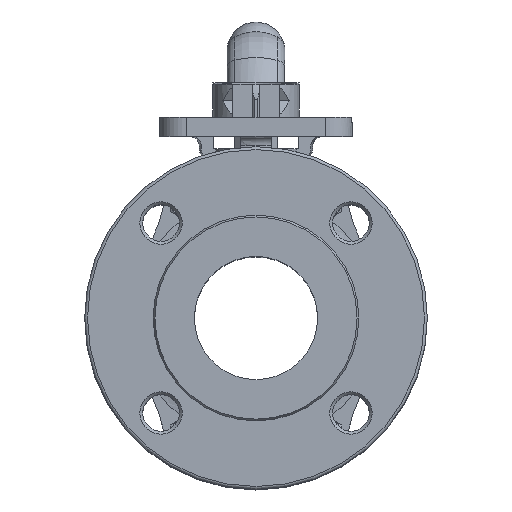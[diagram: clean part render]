
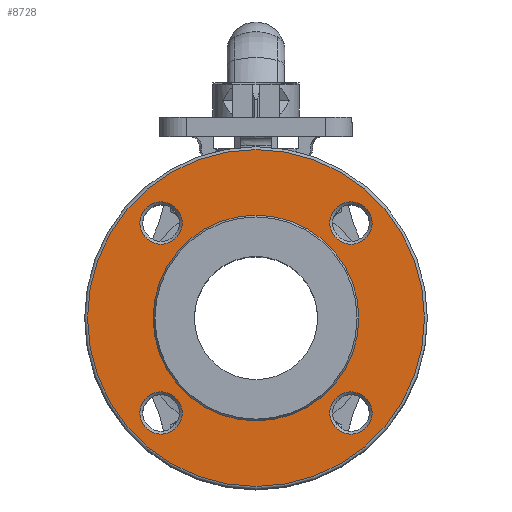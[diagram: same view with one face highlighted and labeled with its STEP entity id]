
A CAD part, top view. The second image highlights one B-rep face of the part: STEP entity #8728.
In plain terms, the highlighted face is planar.
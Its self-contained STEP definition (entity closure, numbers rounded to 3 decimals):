
#318=PLANE('',#9643);
#3417=ORIENTED_EDGE('',*,*,#5185,.F.);
#3418=ORIENTED_EDGE('',*,*,#5188,.F.);
#3419=ORIENTED_EDGE('',*,*,#5189,.F.);
#3420=ORIENTED_EDGE('',*,*,#5190,.F.);
#3421=ORIENTED_EDGE('',*,*,#5191,.F.);
#3422=ORIENTED_EDGE('',*,*,#5187,.T.);
#5185=EDGE_CURVE('',#6189,#6189,#6815,.T.);
#5187=EDGE_CURVE('',#6191,#6191,#6817,.T.);
#5188=EDGE_CURVE('',#6192,#6192,#6818,.T.);
#5189=EDGE_CURVE('',#6193,#6193,#6819,.T.);
#5190=EDGE_CURVE('',#6194,#6194,#6820,.T.);
#5191=EDGE_CURVE('',#6195,#6195,#6821,.T.);
#6189=VERTEX_POINT('',#15229);
#6191=VERTEX_POINT('',#15234);
#6192=VERTEX_POINT('',#15237);
#6193=VERTEX_POINT('',#15239);
#6194=VERTEX_POINT('',#15241);
#6195=VERTEX_POINT('',#15243);
#6815=CIRCLE('',#9639,53.424);
#6817=CIRCLE('',#9642,87.5);
#6818=CIRCLE('',#9644,11.);
#6819=CIRCLE('',#9645,11.);
#6820=CIRCLE('',#9646,11.);
#6821=CIRCLE('',#9647,11.);
#7371=EDGE_LOOP('',(#3417));
#7372=EDGE_LOOP('',(#3418));
#7373=EDGE_LOOP('',(#3419));
#7374=EDGE_LOOP('',(#3420));
#7375=EDGE_LOOP('',(#3421));
#7376=EDGE_LOOP('',(#3422));
#8021=FACE_BOUND('',#7371,.T.);
#8022=FACE_BOUND('',#7372,.T.);
#8023=FACE_BOUND('',#7373,.T.);
#8024=FACE_BOUND('',#7374,.T.);
#8025=FACE_BOUND('',#7375,.T.);
#8026=FACE_BOUND('',#7376,.T.);
#8728=ADVANCED_FACE('',(#8021,#8022,#8023,#8024,#8025,#8026),#318,.F.);
#9639=AXIS2_PLACEMENT_3D('',#15228,#11657,#11658);
#9642=AXIS2_PLACEMENT_3D('',#15233,#11663,#11664);
#9643=AXIS2_PLACEMENT_3D('',#15235,#11665,#11666);
#9644=AXIS2_PLACEMENT_3D('',#15236,#11667,#11668);
#9645=AXIS2_PLACEMENT_3D('',#15238,#11669,#11670);
#9646=AXIS2_PLACEMENT_3D('',#15240,#11671,#11672);
#9647=AXIS2_PLACEMENT_3D('',#15242,#11673,#11674);
#11657=DIRECTION('',(0.,0.,-1.));
#11658=DIRECTION('',(-1.,0.,0.));
#11663=DIRECTION('',(0.,0.,-1.));
#11664=DIRECTION('',(-1.,0.,0.));
#11665=DIRECTION('',(0.,0.,1.));
#11666=DIRECTION('',(1.,0.,0.));
#11667=DIRECTION('',(0.,0.,-1.));
#11668=DIRECTION('',(-1.,0.,0.));
#11669=DIRECTION('',(0.,0.,-1.));
#11670=DIRECTION('',(-1.,0.,0.));
#11671=DIRECTION('',(0.,0.,-1.));
#11672=DIRECTION('',(-1.,0.,0.));
#11673=DIRECTION('',(0.,0.,-1.));
#11674=DIRECTION('',(-1.,0.,0.));
#15228=CARTESIAN_POINT('',(0.,0.,-102.9));
#15229=CARTESIAN_POINT('',(-53.424,0.,-102.9));
#15233=CARTESIAN_POINT('',(0.,0.,-102.9));
#15234=CARTESIAN_POINT('',(-87.5,0.,-102.9));
#15235=CARTESIAN_POINT('',(0.,89.,-102.9));
#15236=CARTESIAN_POINT('',(-49.321,-49.321,-102.9));
#15237=CARTESIAN_POINT('',(-60.321,-49.321,-102.9));
#15238=CARTESIAN_POINT('',(49.321,-49.321,-102.9));
#15239=CARTESIAN_POINT('',(38.321,-49.321,-102.9));
#15240=CARTESIAN_POINT('',(49.321,49.321,-102.9));
#15241=CARTESIAN_POINT('',(38.321,49.321,-102.9));
#15242=CARTESIAN_POINT('',(-49.321,49.321,-102.9));
#15243=CARTESIAN_POINT('',(-60.321,49.321,-102.9));
